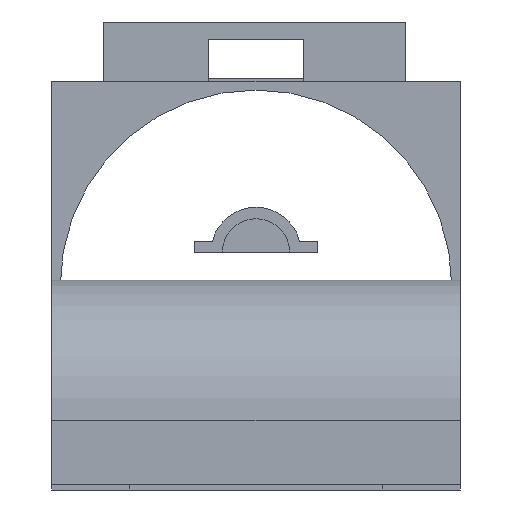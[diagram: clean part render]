
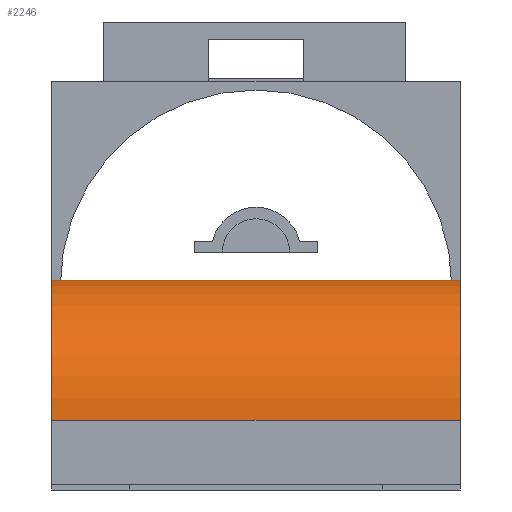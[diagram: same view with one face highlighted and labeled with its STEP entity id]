
A CAD part, front view. The second image highlights one B-rep face of the part: STEP entity #2246.
In plain terms, the highlighted cylindrical face has radius 50.085 mm (diameter 100.17 mm), a partial arc.
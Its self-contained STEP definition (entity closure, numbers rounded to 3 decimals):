
#64=CIRCLE('',#2391,50.085);
#65=CIRCLE('',#2398,50.085);
#220=FACE_OUTER_BOUND('',#345,.T.);
#345=EDGE_LOOP('',(#1599,#1600,#1601,#1602));
#487=LINE('',#3314,#737);
#502=LINE('',#3351,#752);
#737=VECTOR('',#2606,10.);
#752=VECTOR('',#2643,10.);
#995=VERTEX_POINT('',#3311);
#996=VERTEX_POINT('',#3313);
#1003=VERTEX_POINT('',#3334);
#1007=VERTEX_POINT('',#3350);
#1215=EDGE_CURVE('',#995,#996,#487,.T.);
#1226=EDGE_CURVE('',#996,#1003,#64,.T.);
#1234=EDGE_CURVE('',#1007,#1003,#502,.T.);
#1237=EDGE_CURVE('',#1007,#995,#65,.T.);
#1599=ORIENTED_EDGE('',*,*,#1215,.F.);
#1600=ORIENTED_EDGE('',*,*,#1237,.F.);
#1601=ORIENTED_EDGE('',*,*,#1234,.T.);
#1602=ORIENTED_EDGE('',*,*,#1226,.F.);
#2196=CYLINDRICAL_SURFACE('',#2397,50.085);
#2246=ADVANCED_FACE('',(#220),#2196,.T.);
#2391=AXIS2_PLACEMENT_3D('',#3335,#2626,#2627);
#2397=AXIS2_PLACEMENT_3D('',#3355,#2648,#2649);
#2398=AXIS2_PLACEMENT_3D('',#3356,#2650,#2651);
#2606=DIRECTION('',(1.,0.,0.));
#2626=DIRECTION('center_axis',(1.,0.,0.));
#2627=DIRECTION('ref_axis',(0.,0.058,0.998));
#2643=DIRECTION('',(1.,0.,0.));
#2648=DIRECTION('center_axis',(-1.,0.,0.));
#2649=DIRECTION('ref_axis',(0.,0.058,0.998));
#2650=DIRECTION('center_axis',(-1.,0.,0.));
#2651=DIRECTION('ref_axis',(0.,0.058,0.998));
#3311=CARTESIAN_POINT('',(-73.,-101.962,0.076));
#3313=CARTESIAN_POINT('',(73.,-101.962,0.076));
#3314=CARTESIAN_POINT('',(0.,-101.962,0.076));
#3334=CARTESIAN_POINT('',(73.,-153.,-50.));
#3335=CARTESIAN_POINT('Origin',(73.,-102.915,-50.));
#3350=CARTESIAN_POINT('',(-73.,-153.,-50.));
#3351=CARTESIAN_POINT('',(0.,-153.,-50.));
#3355=CARTESIAN_POINT('Origin',(0.,-102.915,-50.));
#3356=CARTESIAN_POINT('Origin',(-73.,-102.915,-50.));
